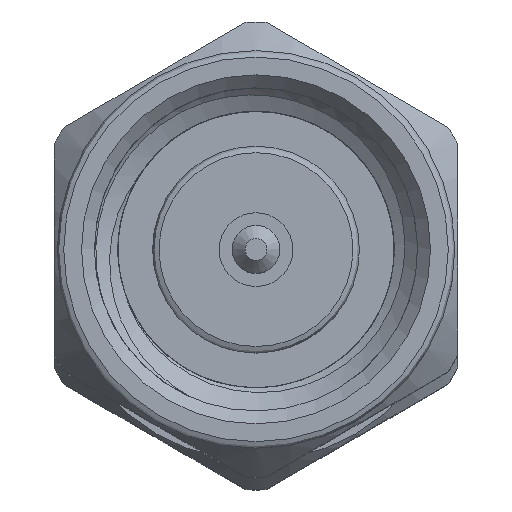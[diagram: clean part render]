
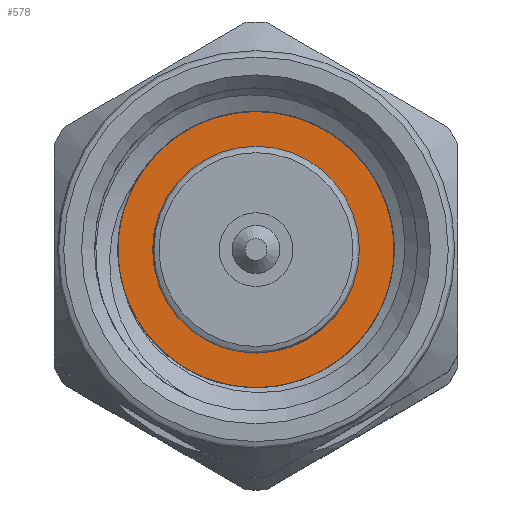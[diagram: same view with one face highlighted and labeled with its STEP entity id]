
A CAD part, top view. The second image highlights one B-rep face of the part: STEP entity #578.
In plain terms, the highlighted face is planar.
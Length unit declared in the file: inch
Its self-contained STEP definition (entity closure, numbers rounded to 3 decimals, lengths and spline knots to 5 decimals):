
#119 = CARTESIAN_POINT ( 'NONE',  ( 0.15, -0.07003, 0.09357 ) ) ;
#136 = CARTESIAN_POINT ( 'NONE',  ( 0.15, 0.10575, 0.01604 ) ) ;
#149 = ORIENTED_EDGE ( 'NONE', *, *, #1963, .T. ) ;
#163 = CARTESIAN_POINT ( 'NONE',  ( 0.15, -0.03661, -0.11698 ) ) ;
#256 = CARTESIAN_POINT ( 'NONE',  ( 0.15, 0.06247, 0.08682 ) ) ;
#287 = FACE_OUTER_BOUND ( 'NONE', #596, .T. ) ;
#300 = CARTESIAN_POINT ( 'NONE',  ( 0.15, 0.10416, -0.04019 ) ) ;
#310 = CARTESIAN_POINT ( 'NONE',  ( 0.15, 0.06247, 0.08682 ) ) ;
#319 = CARTESIAN_POINT ( 'NONE',  ( 0.15, 0.05142, -0.10495 ) ) ;
#330 = CARTESIAN_POINT ( 'NONE',  ( 0.15, -0.07478, 0.09032 ) ) ;
#339 = CARTESIAN_POINT ( 'NONE',  ( 0.15, -0.01973, -0.11989 ) ) ;
#355 = DIRECTION ( 'NONE',  ( -1., 0., 0. ) ) ;
#379 = CARTESIAN_POINT ( 'NONE',  ( 0.15, -0.11934, 0.02629 ) ) ;
#395 = B_SPLINE_CURVE_WITH_KNOTS ( 'NONE', 3,
 ( #2050, #3002, #2766, #593, #379, #2731, #1575, #557, #1043, #2301, #2698, #330, #119, #1059, #2012, #2964, #2031, #820, #606, #1561, #1508, #1310, #3015, #1089, #2289, #310 ),
 .UNSPECIFIED., .F., .F.,
 ( 4, 2, 2, 2, 2, 2, 2, 2, 2, 2, 2, 2, 4 ),
 ( 0., 0.00086, 0.00129, 0.00172, 0.00258, 0.00301, 0.00345, 0.00388, 0.00431, 0.00517, 0.00603, 0.00646, 0.00689 ),
 .UNSPECIFIED. ) ;
#548 = CARTESIAN_POINT ( 'NONE',  ( 0.15, 0.10697, -0.02916 ) ) ;
#557 = CARTESIAN_POINT ( 'NONE',  ( 0.15, -0.10592, 0.05744 ) ) ;
#562 = CARTESIAN_POINT ( 'NONE',  ( 0.15, 0.01438, -0.11901 ) ) ;
#566 = CARTESIAN_POINT ( 'NONE',  ( 0.15, 0.10361, 0.03011 ) ) ;
#578 = ADVANCED_FACE ( 'NONE', ( #287, #1479 ), #2428, .T. ) ;
#593 = CARTESIAN_POINT ( 'NONE',  ( 0.15, -0.12081, 0.02072 ) ) ;
#596 = EDGE_LOOP ( 'NONE', ( #1415, #2474, #149, #1071 ) ) ;
#606 = CARTESIAN_POINT ( 'NONE',  ( 0.15, -0.01118, 0.11249 ) ) ;
#690 = EDGE_CURVE ( 'NONE', #3023, #3023, #2167, .T. ) ;
#703 = VERTEX_POINT ( 'NONE', #136 ) ;
#756 = VERTEX_POINT ( 'NONE', #3007 ) ;
#762 = CARTESIAN_POINT ( 'NONE',  ( 0.15, 0.08386, 0.06788 ) ) ;
#776 = DIRECTION ( 'NONE',  ( -1., 0., 0. ) ) ;
#777 = CARTESIAN_POINT ( 'NONE',  ( 0.15, 0.10575, 0.01604 ) ) ;
#791 = CARTESIAN_POINT ( 'NONE',  ( 0.15, 0.03599, -0.1124 ) ) ;
#804 = EDGE_CURVE ( 'NONE', #703, #1137, #1822, .T. ) ;
#805 = AXIS2_PLACEMENT_3D ( 'NONE', #1285, #355, #1065 ) ;
#820 = CARTESIAN_POINT ( 'NONE',  ( 0.15, -0.02249, 0.11154 ) ) ;
#903 = CARTESIAN_POINT ( 'NONE',  ( 0.15, -0.06331, -0.10755 ) ) ;
#1043 = CARTESIAN_POINT ( 'NONE',  ( 0.15, -0.09936, 0.06701 ) ) ;
#1059 = CARTESIAN_POINT ( 'NONE',  ( 0.15, -0.06022, 0.09925 ) ) ;
#1065 = DIRECTION ( 'NONE',  ( 0., 0., 1. ) ) ;
#1071 = ORIENTED_EDGE ( 'NONE', *, *, #804, .T. ) ;
#1089 = CARTESIAN_POINT ( 'NONE',  ( 0.15, 0.05345, 0.0938 ) ) ;
#1095 = CARTESIAN_POINT ( 'NONE',  ( 0.15, -0.031, -0.11822 ) ) ;
#1137 = VERTEX_POINT ( 'NONE', #1906 ) ;
#1236 = CARTESIAN_POINT ( 'NONE',  ( 0.15, 0., 0. ) ) ;
#1249 = CARTESIAN_POINT ( 'NONE',  ( 0.15, 0., 0. ) ) ;
#1276 = AXIS2_PLACEMENT_3D ( 'NONE', #1249, #776, #1978 ) ;
#1285 = CARTESIAN_POINT ( 'NONE',  ( 0.15, 0., 0. ) ) ;
#1310 = CARTESIAN_POINT ( 'NONE',  ( 0.15, 0.03855, 0.10218 ) ) ;
#1347 = EDGE_CURVE ( 'NONE', #2565, #756, #395, .T. ) ;
#1415 = ORIENTED_EDGE ( 'NONE', *, *, #2353, .T. ) ;
#1458 = CARTESIAN_POINT ( 'NONE',  ( 0.15, -0.07301, -0.10146 ) ) ;
#1479 = FACE_BOUND ( 'NONE', #1992, .T. ) ;
#1508 = CARTESIAN_POINT ( 'NONE',  ( 0.15, 0.02267, 0.10853 ) ) ;
#1515 = CARTESIAN_POINT ( 'NONE',  ( 0.15, 0.09065, -0.07158 ) ) ;
#1532 = CARTESIAN_POINT ( 'NONE',  ( 0.15, 0.00289, -0.1205 ) ) ;
#1561 = CARTESIAN_POINT ( 'NONE',  ( 0.15, 0.01167, 0.11102 ) ) ;
#1575 = CARTESIAN_POINT ( 'NONE',  ( 0.15, -0.11352, 0.04226 ) ) ;
#1625 = CARTESIAN_POINT ( 'NONE',  ( 0.15, -0.05291, -0.1122 ) ) ;
#1632 = B_SPLINE_CURVE_WITH_KNOTS ( 'NONE', 3,
 ( #256, #1938, #762, #2725, #566, #1983 ),
 .UNSPECIFIED., .F., .F.,
 ( 4, 2, 4 ),
 ( 0., 0.00108, 0.00217 ),
 .UNSPECIFIED. ) ;
#1822 = B_SPLINE_CURVE_WITH_KNOTS ( 'NONE', 3,
 ( #777, #2756, #2461, #548, #300, #1515, #2477, #319, #2951, #791, #2722, #562, #1532, #2492, #339, #1095, #163, #1625, #903, #1458 ),
 .UNSPECIFIED., .F., .F.,
 ( 4, 2, 2, 2, 2, 2, 2, 2, 2, 4 ),
 ( 0., 0.00086, 0.00172, 0.00344, 0.00388, 0.00431, 0.00517, 0.0056, 0.00603, 0.00689 ),
 .UNSPECIFIED. ) ;
#1906 = CARTESIAN_POINT ( 'NONE',  ( 0.15, -0.07301, -0.10146 ) ) ;
#1938 = CARTESIAN_POINT ( 'NONE',  ( 0.15, 0.07402, 0.07851 ) ) ;
#1963 = EDGE_CURVE ( 'NONE', #756, #703, #1632, .T. ) ;
#1978 = DIRECTION ( 'NONE',  ( 0., 0., 1. ) ) ;
#1983 = CARTESIAN_POINT ( 'NONE',  ( 0.15, 0.10575, 0.01604 ) ) ;
#1992 = EDGE_LOOP ( 'NONE', ( #2102 ) ) ;
#2012 = CARTESIAN_POINT ( 'NONE',  ( 0.15, -0.05514, 0.10172 ) ) ;
#2031 = CARTESIAN_POINT ( 'NONE',  ( 0.15, -0.03911, 0.10764 ) ) ;
#2050 = CARTESIAN_POINT ( 'NONE',  ( 0.15, -0.12359, -0.01875 ) ) ;
#2102 = ORIENTED_EDGE ( 'NONE', *, *, #690, .F. ) ;
#2117 = CARTESIAN_POINT ( 'NONE',  ( 0.15, -0.12359, -0.01875 ) ) ;
#2167 = CIRCLE ( 'NONE', #805, 0.08 ) ;
#2289 = CARTESIAN_POINT ( 'NONE',  ( 0.15, 0.05808, 0.0905 ) ) ;
#2301 = CARTESIAN_POINT ( 'NONE',  ( 0.15, -0.08782, 0.07938 ) ) ;
#2340 = CIRCLE ( 'NONE', #1276, 0.125 ) ;
#2353 = EDGE_CURVE ( 'NONE', #1137, #2565, #2340, .T. ) ;
#2428 = PLANE ( 'NONE',  #3074 ) ;
#2461 = CARTESIAN_POINT ( 'NONE',  ( 0.15, 0.10905, -0.00641 ) ) ;
#2474 = ORIENTED_EDGE ( 'NONE', *, *, #1347, .T. ) ;
#2477 = CARTESIAN_POINT ( 'NONE',  ( 0.15, 0.07521, -0.0896 ) ) ;
#2492 = CARTESIAN_POINT ( 'NONE',  ( 0.15, -0.01409, -0.12033 ) ) ;
#2565 = VERTEX_POINT ( 'NONE', #2117 ) ;
#2625 = DIRECTION ( 'NONE',  ( -1., 0., 0. ) ) ;
#2698 = CARTESIAN_POINT ( 'NONE',  ( 0.15, -0.08368, 0.08322 ) ) ;
#2722 = CARTESIAN_POINT ( 'NONE',  ( 0.15, 0.03068, -0.11435 ) ) ;
#2725 = CARTESIAN_POINT ( 'NONE',  ( 0.15, 0.09867, 0.04366 ) ) ;
#2731 = CARTESIAN_POINT ( 'NONE',  ( 0.15, -0.1157, 0.03704 ) ) ;
#2756 = CARTESIAN_POINT ( 'NONE',  ( 0.15, 0.1083, 0.00487 ) ) ;
#2766 = CARTESIAN_POINT ( 'NONE',  ( 0.15, -0.124, 0.00397 ) ) ;
#2789 = CARTESIAN_POINT ( 'NONE',  ( 0.15, 0., 0.08 ) ) ;
#2951 = CARTESIAN_POINT ( 'NONE',  ( 0.15, 0.04637, -0.1077 ) ) ;
#2964 = CARTESIAN_POINT ( 'NONE',  ( 0.15, -0.0446, 0.10591 ) ) ;
#3002 = CARTESIAN_POINT ( 'NONE',  ( 0.15, -0.12458, -0.00733 ) ) ;
#3007 = CARTESIAN_POINT ( 'NONE',  ( 0.15, 0.06247, 0.08682 ) ) ;
#3015 = CARTESIAN_POINT ( 'NONE',  ( 0.15, 0.0437, 0.09963 ) ) ;
#3023 = VERTEX_POINT ( 'NONE', #2789 ) ;
#3074 = AXIS2_PLACEMENT_3D ( 'NONE', #1236, #2625, #3097 ) ;
#3097 = DIRECTION ( 'NONE',  ( 0., 0., 1. ) ) ;
